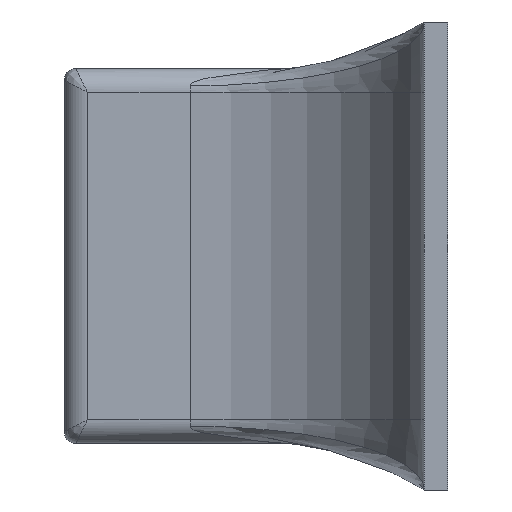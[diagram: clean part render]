
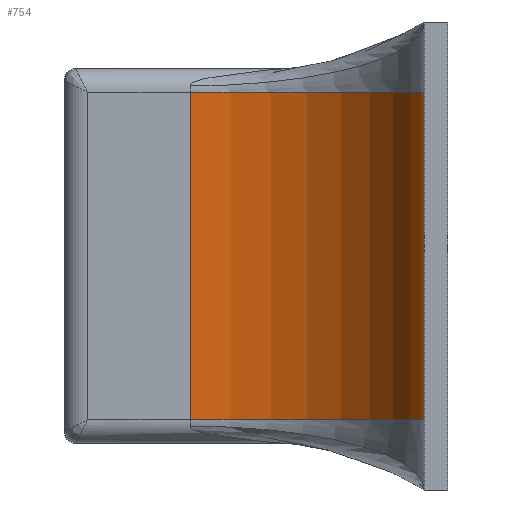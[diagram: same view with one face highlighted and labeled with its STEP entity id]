
A CAD part, left-side view. The second image highlights one B-rep face of the part: STEP entity #754.
In plain terms, the highlighted cylindrical face has radius 0.5 mm (diameter 1 mm), a partial arc.
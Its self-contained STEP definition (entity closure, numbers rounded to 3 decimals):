
#87 = ORIENTED_EDGE ( 'NONE', *, *, #376, .T. ) ;
#107 = VECTOR ( 'NONE', #1411, 1000. ) ;
#150 = CARTESIAN_POINT ( 'NONE',  ( -1.3, 0.05, 0. ) ) ;
#166 = ORIENTED_EDGE ( 'NONE', *, *, #390, .F. ) ;
#216 = DIRECTION ( 'NONE',  ( 0., 0., -1. ) ) ;
#230 = VERTEX_POINT ( 'NONE', #899 ) ;
#245 = CIRCLE ( 'NONE', #1459, 0.5 ) ;
#300 = DIRECTION ( 'NONE',  ( 0., 0., 1. ) ) ;
#376 = EDGE_CURVE ( 'NONE', #538, #1827, #1428, .T. ) ;
#390 = EDGE_CURVE ( 'NONE', #538, #230, #1449, .T. ) ;
#429 = CARTESIAN_POINT ( 'NONE',  ( -1.3, 0.55, 0.375 ) ) ;
#490 = FACE_OUTER_BOUND ( 'NONE', #1099, .T. ) ;
#538 = VERTEX_POINT ( 'NONE', #844 ) ;
#600 = DIRECTION ( 'NONE',  ( 0., 1., 0. ) ) ;
#660 = AXIS2_PLACEMENT_3D ( 'NONE', #815, #1107, #1245 ) ;
#754 = ADVANCED_FACE ( 'NONE', ( #490 ), #1274, .F. ) ;
#815 = CARTESIAN_POINT ( 'NONE',  ( -1.3, 0.55, -0.35 ) ) ;
#844 = CARTESIAN_POINT ( 'NONE',  ( -0.8, 0.55, -0.35 ) ) ;
#878 = AXIS2_PLACEMENT_3D ( 'NONE', #429, #300, #1794 ) ;
#899 = CARTESIAN_POINT ( 'NONE',  ( -0.8, 0.55, 0.35 ) ) ;
#916 = EDGE_CURVE ( 'NONE', #1671, #1827, #1611, .T. ) ;
#982 = EDGE_CURVE ( 'NONE', #230, #1671, #245, .T. ) ;
#1046 = CARTESIAN_POINT ( 'NONE',  ( -1.3, 0.55, 0.35 ) ) ;
#1099 = EDGE_LOOP ( 'NONE', ( #87, #1159, #1161, #166 ) ) ;
#1107 = DIRECTION ( 'NONE',  ( 0., 0., -1. ) ) ;
#1159 = ORIENTED_EDGE ( 'NONE', *, *, #916, .F. ) ;
#1161 = ORIENTED_EDGE ( 'NONE', *, *, #982, .F. ) ;
#1245 = DIRECTION ( 'NONE',  ( -1., 0., 0. ) ) ;
#1274 = CYLINDRICAL_SURFACE ( 'NONE', #878, 0.5 ) ;
#1290 = CARTESIAN_POINT ( 'NONE',  ( -1.3, 0.05, -0.35 ) ) ;
#1333 = DIRECTION ( 'NONE',  ( 0., 0., -1. ) ) ;
#1411 = DIRECTION ( 'NONE',  ( 0., 0., 1. ) ) ;
#1428 = CIRCLE ( 'NONE', #660, 0.5 ) ;
#1449 = LINE ( 'NONE', #1817, #107 ) ;
#1459 = AXIS2_PLACEMENT_3D ( 'NONE', #1046, #1333, #600 ) ;
#1611 = LINE ( 'NONE', #150, #1660 ) ;
#1660 = VECTOR ( 'NONE', #216, 1000. ) ;
#1671 = VERTEX_POINT ( 'NONE', #1830 ) ;
#1794 = DIRECTION ( 'NONE',  ( 1., 0., 0. ) ) ;
#1817 = CARTESIAN_POINT ( 'NONE',  ( -0.8, 0.55, 0.375 ) ) ;
#1827 = VERTEX_POINT ( 'NONE', #1290 ) ;
#1830 = CARTESIAN_POINT ( 'NONE',  ( -1.3, 0.05, 0.35 ) ) ;
